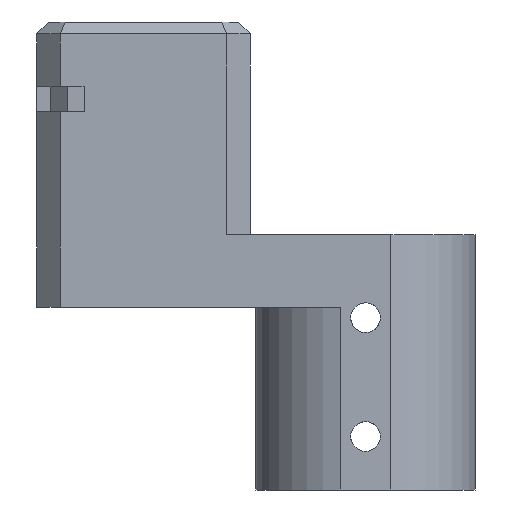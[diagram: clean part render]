
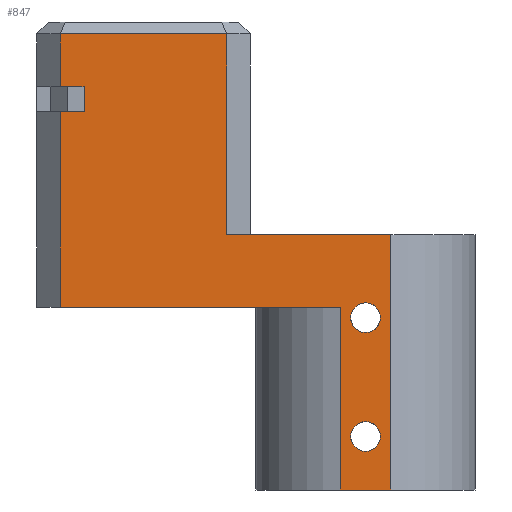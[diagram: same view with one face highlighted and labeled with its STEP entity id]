
A CAD part, left-side view. The second image highlights one B-rep face of the part: STEP entity #847.
In plain terms, the highlighted planar face has unit normal (-1, 0, 0).
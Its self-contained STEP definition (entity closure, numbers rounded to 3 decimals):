
#25=FACE_BOUND('',#95,.T.);
#26=FACE_BOUND('',#96,.T.);
#50=FACE_OUTER_BOUND('',#94,.T.);
#94=EDGE_LOOP('',(#606,#607,#608,#609,#610,#611,#612,#613,#614,#615,#616,
#617));
#95=EDGE_LOOP('',(#618));
#96=EDGE_LOOP('',(#619));
#139=CIRCLE('',#911,2.5);
#140=CIRCLE('',#912,2.5);
#145=LINE('',#1169,#248);
#150=LINE('',#1180,#253);
#152=LINE('',#1188,#255);
#156=LINE('',#1201,#259);
#160=LINE('',#1208,#263);
#169=LINE('',#1228,#272);
#181=LINE('',#1253,#284);
#184=LINE('',#1259,#287);
#185=LINE('',#1261,#288);
#186=LINE('',#1262,#289);
#187=LINE('',#1263,#290);
#188=LINE('',#1264,#291);
#248=VECTOR('',#955,10.);
#253=VECTOR('',#964,10.);
#255=VECTOR('',#970,10.);
#259=VECTOR('',#982,10.);
#263=VECTOR('',#988,10.);
#272=VECTOR('',#1003,10.);
#284=VECTOR('',#1019,10.);
#287=VECTOR('',#1024,10.);
#288=VECTOR('',#1025,10.);
#289=VECTOR('',#1026,10.);
#290=VECTOR('',#1027,10.);
#291=VECTOR('',#1028,10.);
#352=VERTEX_POINT('',#1166);
#353=VERTEX_POINT('',#1168);
#357=VERTEX_POINT('',#1178);
#360=VERTEX_POINT('',#1185);
#361=VERTEX_POINT('',#1187);
#366=VERTEX_POINT('',#1199);
#368=VERTEX_POINT('',#1206);
#375=VERTEX_POINT('',#1225);
#376=VERTEX_POINT('',#1227);
#387=VERTEX_POINT('',#1252);
#389=VERTEX_POINT('',#1258);
#390=VERTEX_POINT('',#1260);
#391=VERTEX_POINT('',#1265);
#392=VERTEX_POINT('',#1267);
#432=EDGE_CURVE('',#352,#353,#145,.T.);
#438=EDGE_CURVE('',#357,#352,#150,.T.);
#441=EDGE_CURVE('',#360,#361,#152,.T.);
#447=EDGE_CURVE('',#366,#360,#156,.T.);
#451=EDGE_CURVE('',#368,#366,#160,.T.);
#460=EDGE_CURVE('',#376,#375,#169,.T.);
#472=EDGE_CURVE('',#376,#387,#181,.T.);
#475=EDGE_CURVE('',#375,#389,#184,.T.);
#476=EDGE_CURVE('',#390,#389,#185,.T.);
#477=EDGE_CURVE('',#353,#390,#186,.T.);
#478=EDGE_CURVE('',#361,#357,#187,.T.);
#479=EDGE_CURVE('',#387,#368,#188,.T.);
#480=EDGE_CURVE('',#391,#391,#139,.T.);
#481=EDGE_CURVE('',#392,#392,#140,.T.);
#606=ORIENTED_EDGE('',*,*,#460,.T.);
#607=ORIENTED_EDGE('',*,*,#475,.T.);
#608=ORIENTED_EDGE('',*,*,#476,.F.);
#609=ORIENTED_EDGE('',*,*,#477,.F.);
#610=ORIENTED_EDGE('',*,*,#432,.F.);
#611=ORIENTED_EDGE('',*,*,#438,.F.);
#612=ORIENTED_EDGE('',*,*,#478,.F.);
#613=ORIENTED_EDGE('',*,*,#441,.F.);
#614=ORIENTED_EDGE('',*,*,#447,.F.);
#615=ORIENTED_EDGE('',*,*,#451,.F.);
#616=ORIENTED_EDGE('',*,*,#479,.F.);
#617=ORIENTED_EDGE('',*,*,#472,.F.);
#618=ORIENTED_EDGE('',*,*,#480,.F.);
#619=ORIENTED_EDGE('',*,*,#481,.F.);
#808=PLANE('',#910);
#847=ADVANCED_FACE('',(#50,#25,#26),#808,.T.);
#910=AXIS2_PLACEMENT_3D('',#1257,#1022,#1023);
#911=AXIS2_PLACEMENT_3D('',#1266,#1029,#1030);
#912=AXIS2_PLACEMENT_3D('',#1268,#1031,#1032);
#955=DIRECTION('',(0.,1.,0.));
#964=DIRECTION('',(0.,0.,1.));
#970=DIRECTION('',(0.,0.,-1.));
#982=DIRECTION('',(0.,-1.,0.));
#988=DIRECTION('',(0.,0.,-1.));
#1003=DIRECTION('',(0.,-1.,0.));
#1019=DIRECTION('',(0.,0.,1.));
#1022=DIRECTION('center_axis',(-1.,0.,0.));
#1023=DIRECTION('ref_axis',(0.,-1.,0.));
#1024=DIRECTION('',(0.,0.,-1.));
#1025=DIRECTION('',(0.,-1.,0.));
#1026=DIRECTION('',(0.,0.,1.));
#1027=DIRECTION('',(0.,1.,0.));
#1028=DIRECTION('',(0.,-1.,0.));
#1029=DIRECTION('center_axis',(-1.,0.,0.));
#1030=DIRECTION('ref_axis',(0.,0.,-1.));
#1031=DIRECTION('center_axis',(-1.,0.,0.));
#1032=DIRECTION('ref_axis',(0.,0.,-1.));
#1166=CARTESIAN_POINT('',(-18.,4.272,30.8));
#1168=CARTESIAN_POINT('',(-18.,51.4,30.8));
#1169=CARTESIAN_POINT('',(-18.,14.7,30.8));
#1178=CARTESIAN_POINT('',(-18.,4.272,0.));
#1180=CARTESIAN_POINT('',(-18.,4.272,0.));
#1185=CARTESIAN_POINT('',(-18.,-4.272,42.995));
#1187=CARTESIAN_POINT('',(-18.,-4.272,0.));
#1188=CARTESIAN_POINT('',(-18.,-4.272,0.));
#1199=CARTESIAN_POINT('',(-18.,23.4,42.995));
#1201=CARTESIAN_POINT('',(-18.,-18.5,42.995));
#1206=CARTESIAN_POINT('',(-18.,23.4,76.8));
#1208=CARTESIAN_POINT('',(-18.,23.4,51.8));
#1225=CARTESIAN_POINT('',(-18.,47.4,67.925));
#1227=CARTESIAN_POINT('',(-18.,51.4,67.925));
#1228=CARTESIAN_POINT('',(-18.,53.163,67.925));
#1252=CARTESIAN_POINT('',(-18.,51.4,76.8));
#1253=CARTESIAN_POINT('',(-18.,51.4,51.8));
#1257=CARTESIAN_POINT('Origin',(-18.,55.4,51.8));
#1258=CARTESIAN_POINT('',(-18.,47.4,63.675));
#1259=CARTESIAN_POINT('',(-18.,47.4,59.363));
#1260=CARTESIAN_POINT('',(-18.,51.4,63.675));
#1261=CARTESIAN_POINT('',(-18.,55.637,63.675));
#1262=CARTESIAN_POINT('',(-18.,51.4,51.8));
#1263=CARTESIAN_POINT('',(-18.,11.7,0.));
#1264=CARTESIAN_POINT('',(-18.,46.4,76.8));
#1265=CARTESIAN_POINT('',(-18.,0.,31.506));
#1266=CARTESIAN_POINT('Origin',(-18.,0.,29.006));
#1267=CARTESIAN_POINT('',(-18.,0.,11.506));
#1268=CARTESIAN_POINT('Origin',(-18.,0.,9.006));
